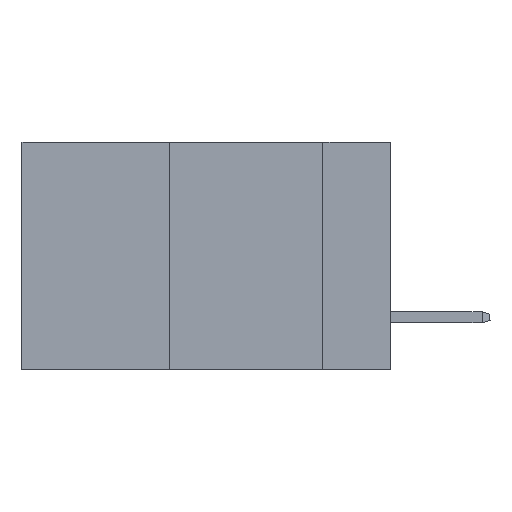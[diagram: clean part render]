
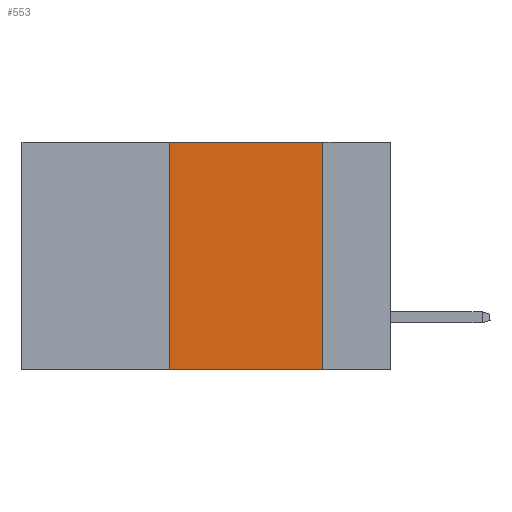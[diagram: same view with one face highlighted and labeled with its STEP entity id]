
A CAD part, left-side view. The second image highlights one B-rep face of the part: STEP entity #553.
In plain terms, the highlighted planar face has unit normal (-1, 0, 0).
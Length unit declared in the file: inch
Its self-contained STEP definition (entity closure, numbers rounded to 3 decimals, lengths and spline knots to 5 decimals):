
#137 = CARTESIAN_POINT ( 'NONE',  ( 0., 0.36, -0.37 ) ) ;
#553 = ADVANCED_FACE ( 'NONE', ( #871 ), #3211, .F. ) ;
#561 = EDGE_CURVE ( 'NONE', #17151, #1169, #21213, .T. ) ;
#871 = FACE_OUTER_BOUND ( 'NONE', #21686, .T. ) ;
#958 = ORIENTED_EDGE ( 'NONE', *, *, #14473, .F. ) ;
#1091 = LINE ( 'NONE', #18220, #16599 ) ;
#1169 = VERTEX_POINT ( 'NONE', #19391 ) ;
#1395 = CARTESIAN_POINT ( 'NONE',  ( 0., 0.6, -0.37 ) ) ;
#1429 = LINE ( 'NONE', #1395, #4555 ) ;
#1746 = EDGE_CURVE ( 'NONE', #9470, #22633, #1091, .T. ) ;
#3211 = PLANE ( 'NONE',  #22565 ) ;
#3962 = CARTESIAN_POINT ( 'NONE',  ( 0., 0.11, -0.37 ) ) ;
#4032 = DIRECTION ( 'NONE',  ( 0., 0., -1. ) ) ;
#4555 = VECTOR ( 'NONE', #15965, 39.37008 ) ;
#5743 = VECTOR ( 'NONE', #17818, 39.37008 ) ;
#5933 = VECTOR ( 'NONE', #17967, 39.37008 ) ;
#6672 = CARTESIAN_POINT ( 'NONE',  ( 0., 0.36, 0. ) ) ;
#7670 = EDGE_CURVE ( 'NONE', #17151, #22633, #1429, .T. ) ;
#9470 = VERTEX_POINT ( 'NONE', #9525 ) ;
#9525 = CARTESIAN_POINT ( 'NONE',  ( 0., 0.11, 0. ) ) ;
#10738 = ORIENTED_EDGE ( 'NONE', *, *, #561, .F. ) ;
#12178 = DIRECTION ( 'NONE',  ( 0., 0., -1. ) ) ;
#14112 = DIRECTION ( 'NONE',  ( 1., 0., 0. ) ) ;
#14473 = EDGE_CURVE ( 'NONE', #1169, #9470, #14805, .T. ) ;
#14805 = LINE ( 'NONE', #15868, #5933 ) ;
#15868 = CARTESIAN_POINT ( 'NONE',  ( 0., 0.6, 0. ) ) ;
#15934 = ORIENTED_EDGE ( 'NONE', *, *, #1746, .F. ) ;
#15965 = DIRECTION ( 'NONE',  ( 0., -1., 0. ) ) ;
#16599 = VECTOR ( 'NONE', #4032, 39.37008 ) ;
#17151 = VERTEX_POINT ( 'NONE', #137 ) ;
#17818 = DIRECTION ( 'NONE',  ( 0., 0., 1. ) ) ;
#17967 = DIRECTION ( 'NONE',  ( 0., -1., 0. ) ) ;
#18220 = CARTESIAN_POINT ( 'NONE',  ( 0., 0.11, 0. ) ) ;
#19094 = ORIENTED_EDGE ( 'NONE', *, *, #7670, .T. ) ;
#19391 = CARTESIAN_POINT ( 'NONE',  ( 0., 0.36, 0. ) ) ;
#21213 = LINE ( 'NONE', #6672, #5743 ) ;
#21686 = EDGE_LOOP ( 'NONE', ( #15934, #958, #10738, #19094 ) ) ;
#22565 = AXIS2_PLACEMENT_3D ( 'NONE', #23334, #14112, #12178 ) ;
#22633 = VERTEX_POINT ( 'NONE', #3962 ) ;
#23334 = CARTESIAN_POINT ( 'NONE',  ( 0., 0.6, 0. ) ) ;
